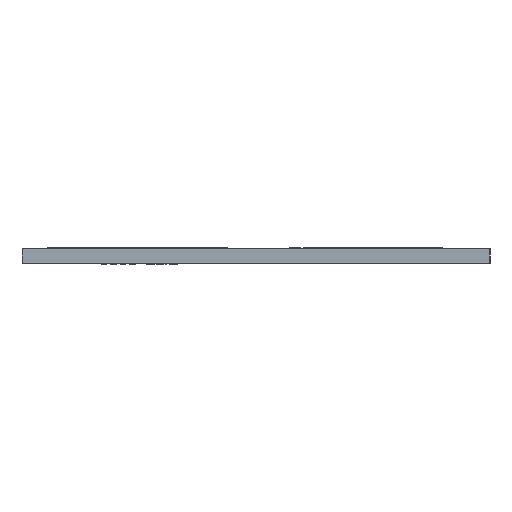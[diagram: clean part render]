
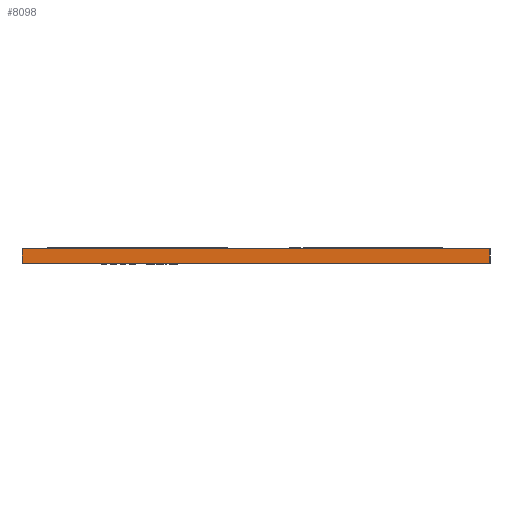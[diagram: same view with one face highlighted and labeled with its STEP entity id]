
A CAD part, left-side view. The second image highlights one B-rep face of the part: STEP entity #8098.
In plain terms, the highlighted planar face has unit normal (-1, 0, 0).
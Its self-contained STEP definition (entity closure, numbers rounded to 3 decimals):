
#8042 = VERTEX_POINT('',#8043);
#8043 = CARTESIAN_POINT('',(89.315,-135.731,1.51));
#8049 = EDGE_CURVE('',#8050,#8042,#8052,.T.);
#8050 = VERTEX_POINT('',#8051);
#8051 = CARTESIAN_POINT('',(89.315,-135.731,0.));
#8052 = LINE('',#8053,#8054);
#8053 = CARTESIAN_POINT('',(89.315,-135.731,0.));
#8054 = VECTOR('',#8055,1.);
#8055 = DIRECTION('',(0.,0.,1.));
#8098 = ADVANCED_FACE('',(#8099),#8124,.T.);
#8099 = FACE_BOUND('',#8100,.T.);
#8100 = EDGE_LOOP('',(#8101,#8102,#8110,#8118));
#8101 = ORIENTED_EDGE('',*,*,#8049,.T.);
#8102 = ORIENTED_EDGE('',*,*,#8103,.T.);
#8103 = EDGE_CURVE('',#8042,#8104,#8106,.T.);
#8104 = VERTEX_POINT('',#8105);
#8105 = CARTESIAN_POINT('',(89.315,-88.106,1.51));
#8106 = LINE('',#8107,#8108);
#8107 = CARTESIAN_POINT('',(89.315,-135.731,1.51));
#8108 = VECTOR('',#8109,1.);
#8109 = DIRECTION('',(0.,1.,0.));
#8110 = ORIENTED_EDGE('',*,*,#8111,.F.);
#8111 = EDGE_CURVE('',#8112,#8104,#8114,.T.);
#8112 = VERTEX_POINT('',#8113);
#8113 = CARTESIAN_POINT('',(89.315,-88.106,0.));
#8114 = LINE('',#8115,#8116);
#8115 = CARTESIAN_POINT('',(89.315,-88.106,0.));
#8116 = VECTOR('',#8117,1.);
#8117 = DIRECTION('',(0.,0.,1.));
#8118 = ORIENTED_EDGE('',*,*,#8119,.F.);
#8119 = EDGE_CURVE('',#8050,#8112,#8120,.T.);
#8120 = LINE('',#8121,#8122);
#8121 = CARTESIAN_POINT('',(89.315,-135.731,0.));
#8122 = VECTOR('',#8123,1.);
#8123 = DIRECTION('',(0.,1.,0.));
#8124 = PLANE('',#8125);
#8125 = AXIS2_PLACEMENT_3D('',#8126,#8127,#8128);
#8126 = CARTESIAN_POINT('',(89.315,-135.731,0.));
#8127 = DIRECTION('',(-1.,0.,0.));
#8128 = DIRECTION('',(0.,1.,0.));
